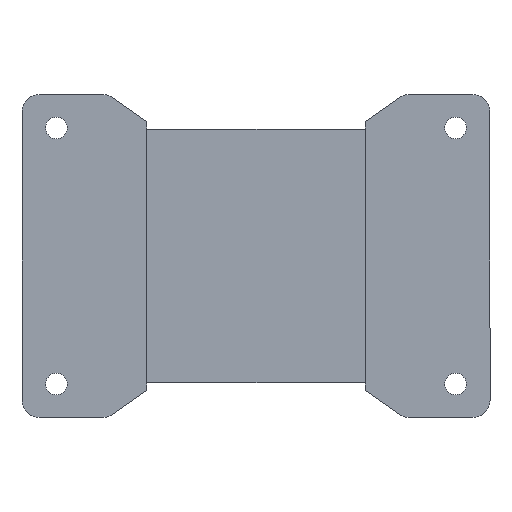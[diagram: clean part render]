
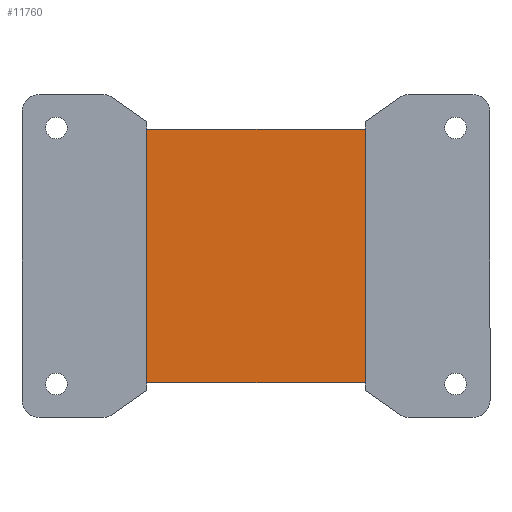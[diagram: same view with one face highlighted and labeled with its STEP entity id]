
A CAD part, top view. The second image highlights one B-rep face of the part: STEP entity #11760.
In plain terms, the highlighted face is planar.
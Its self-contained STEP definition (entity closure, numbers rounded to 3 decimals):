
#5540=CARTESIAN_POINT('',(46.303,-47.4,92.15));
#5550=VERTEX_POINT('',#5540);
#5580=CARTESIAN_POINT('',(46.303,-47.4,93.15));
#5590=DIRECTION('',(0.,0.,1.));
#5600=VECTOR('',#5590,1.);
#5610=LINE('',#5580,#5600);
#5620=CARTESIAN_POINT('',(46.303,-47.4,47.85));
#5630=VERTEX_POINT('',#5620);
#5640=EDGE_CURVE('',#5630,#5550,#5610,.T.);
#6340=CARTESIAN_POINT('',(-4.247,-47.4,47.85));
#6350=DIRECTION('',(1.,0.,0.));
#6360=VECTOR('',#6350,1.);
#6370=LINE('',#6340,#6360);
#6380=CARTESIAN_POINT('',(8.103,-47.4,47.85));
#6390=VERTEX_POINT('',#6380);
#6400=EDGE_CURVE('',#6390,#5630,#6370,.T.);
#8130=CARTESIAN_POINT('',(8.103,-47.4,92.15));
#8140=VERTEX_POINT('',#8130);
#8170=CARTESIAN_POINT('',(-4.247,-47.4,92.15));
#8180=DIRECTION('',(-1.,0.,0.));
#8190=VECTOR('',#8180,1.);
#8200=LINE('',#8170,#8190);
#8210=EDGE_CURVE('',#5550,#8140,#8200,.T.);
#9210=CARTESIAN_POINT('',(8.103,-47.4,93.15));
#9220=DIRECTION('',(0.,0.,1.));
#9230=VECTOR('',#9220,1.);
#9240=LINE('',#9210,#9230);
#9250=EDGE_CURVE('',#6390,#8140,#9240,.T.);
#11650=CARTESIAN_POINT('',(27.253,-47.4,70.)
);
#11660=DIRECTION('',(0.,-1.,0.));
#11670=DIRECTION('',(0.,0.,1.));
#11680=AXIS2_PLACEMENT_3D('',#11650,#11660,#11670);
#11690=PLANE('',#11680);
#11700=ORIENTED_EDGE('',*,*,#9250,.T.);
#11710=ORIENTED_EDGE('',*,*,#6400,.F.);
#11720=ORIENTED_EDGE('',*,*,#5640,.F.);
#11730=ORIENTED_EDGE('',*,*,#8210,.F.);
#11740=EDGE_LOOP('',(#11730,#11720,#11710,#11700));
#11750=FACE_OUTER_BOUND('',#11740,.T.);
#11760=ADVANCED_FACE('',(#11750),#11690,.F.);
